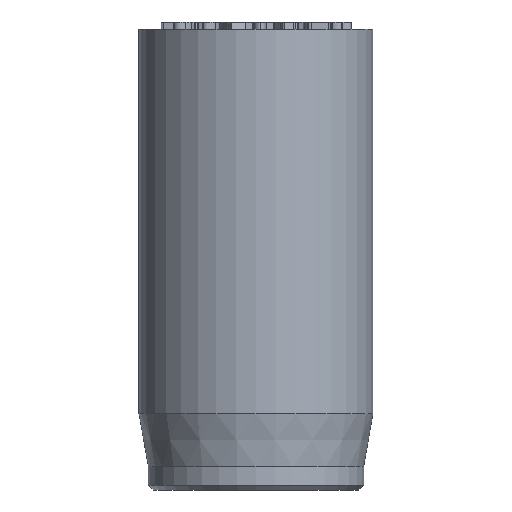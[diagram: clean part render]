
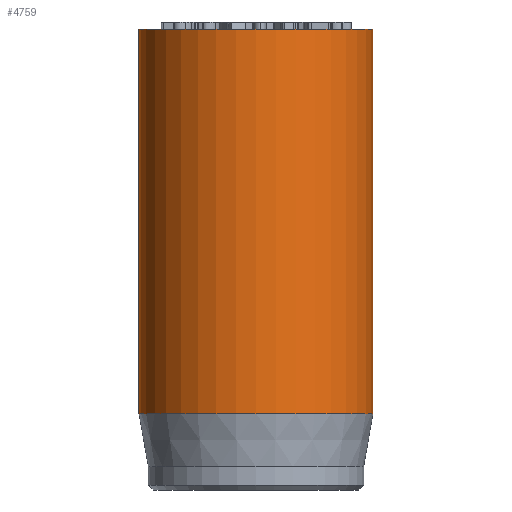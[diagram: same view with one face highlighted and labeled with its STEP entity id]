
A CAD part, front view. The second image highlights one B-rep face of the part: STEP entity #4759.
In plain terms, the highlighted cylindrical face has radius 5 mm (diameter 10 mm), a full revolution.
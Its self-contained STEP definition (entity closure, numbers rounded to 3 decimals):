
#32=CYLINDRICAL_SURFACE('',#4933,5.);
#46=CIRCLE('',#4900,5.);
#62=CIRCLE('',#4931,5.);
#63=CIRCLE('',#4932,5.);
#422=FACE_OUTER_BOUND('',#705,.T.);
#705=EDGE_LOOP('',(#4244,#4245,#4246,#4247,#4248));
#1044=LINE('',#9127,#1391);
#1391=VECTOR('',#5479,5.);
#2175=VERTEX_POINT('',#9066);
#2191=VERTEX_POINT('',#9121);
#2192=VERTEX_POINT('',#9122);
#2857=EDGE_CURVE('',#2175,#2175,#46,.T.);
#2881=EDGE_CURVE('',#2191,#2192,#62,.T.);
#2882=EDGE_CURVE('',#2192,#2191,#63,.T.);
#2884=EDGE_CURVE('',#2175,#2191,#1044,.T.);
#4244=ORIENTED_EDGE('',*,*,#2857,.T.);
#4245=ORIENTED_EDGE('',*,*,#2884,.T.);
#4246=ORIENTED_EDGE('',*,*,#2881,.T.);
#4247=ORIENTED_EDGE('',*,*,#2882,.T.);
#4248=ORIENTED_EDGE('',*,*,#2884,.F.);
#4759=ADVANCED_FACE('',(#422),#32,.T.);
#4900=AXIS2_PLACEMENT_3D('',#9067,#5402,#5403);
#4931=AXIS2_PLACEMENT_3D('',#9123,#5472,#5473);
#4932=AXIS2_PLACEMENT_3D('',#9124,#5474,#5475);
#4933=AXIS2_PLACEMENT_3D('',#9126,#5477,#5478);
#5402=DIRECTION('center_axis',(0.,0.,-1.));
#5403=DIRECTION('ref_axis',(-1.,0.,0.));
#5472=DIRECTION('center_axis',(0.,0.,1.));
#5473=DIRECTION('ref_axis',(-1.,0.,0.));
#5474=DIRECTION('center_axis',(0.,0.,1.));
#5475=DIRECTION('ref_axis',(-1.,0.,0.));
#5477=DIRECTION('center_axis',(0.,0.,1.));
#5478=DIRECTION('ref_axis',(-1.,0.,0.));
#5479=DIRECTION('',(0.,0.,-1.));
#9066=CARTESIAN_POINT('',(5.,0.,19.7));
#9067=CARTESIAN_POINT('Origin',(0.,0.,19.7));
#9121=CARTESIAN_POINT('',(5.,0.,3.269));
#9122=CARTESIAN_POINT('',(-5.,0.,3.269));
#9123=CARTESIAN_POINT('Origin',(0.,0.,3.269));
#9124=CARTESIAN_POINT('Origin',(0.,0.,3.269));
#9126=CARTESIAN_POINT('Origin',(0.,0.,0.));
#9127=CARTESIAN_POINT('',(5.,0.,0.));
